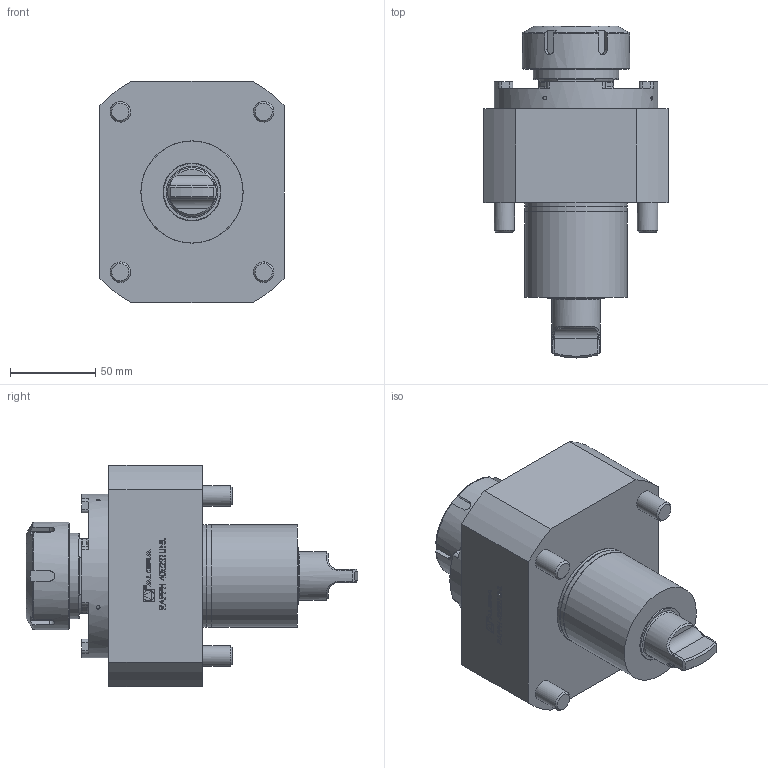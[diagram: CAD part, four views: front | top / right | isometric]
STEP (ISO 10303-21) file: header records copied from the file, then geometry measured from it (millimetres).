
FILE_DESCRIPTION (( 'STEP AP214' ), '1' );
FILE_NAME ('RAPPH40E221UNL.STEP', '2025-08-07T14:21:17', ( '' ), ( '' ), 'SwSTEP 2.0', 'SolidWorks 2023', '' );
FILE_SCHEMA (( 'AUTOMOTIVE_DESIGN' ));
Length unit declared in the file: millimetre
Products named in the file (1): RAPPH40E221UNL
Bounding box: 108 x 194.53 x 130 mm (x, y, z)
Volume: 1111868.2 mm3; surface area: 81201.3 mm2
Topology: 1 solids, 1 shells, 484 faces, 1281 edges, 848 vertices
Faces by surface type: plane 307, cylinder 86, bspline 56, cone 22, torus 13
Full cylindrical faces by diameter (mm): 1.7 x1, 2.1 x1, 6.366 x1, 12 x4, 28.5 x1, 50 x1, 59.8 x2, 60 x1, 63 x1, 96 x1
Entity records: 22993 total; most frequent: CARTESIAN_POINT 8349, ORIENTED_EDGE 2476, DIRECTION 2100, EDGE_CURVE 1238, VERTEX_POINT 832, LINE 826, VECTOR 826, AXIS2_PLACEMENT_3D 637
